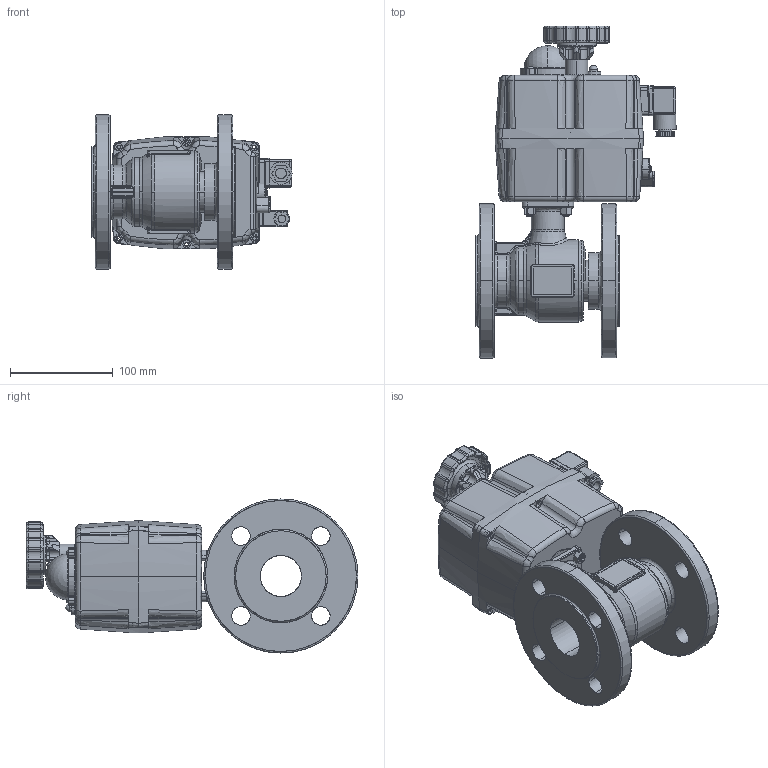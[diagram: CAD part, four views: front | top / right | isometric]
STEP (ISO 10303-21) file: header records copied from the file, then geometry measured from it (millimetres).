
FILE_DESCRIPTION (( 'STEP AP203' ), '1' );
FILE_NAME ('EK04-DN40_(EK04000007).STEP', '2022-05-20T10:04:24', ( '' ), ( '' ), 'SwSTEP 2.0', 'SolidWorks 2021', '' );
FILE_SCHEMA (( 'CONFIG_CONTROL_DESIGN' ));
Length unit declared in the file: metre
Products named in the file (1): EK04-DN40_(EK04000007)
Bounding box: 194.71 x 323 x 150 mm (x, y, z)
Surface area: 242815.3 mm2 (no closed solid volume)
Topology: 0 solids, 367 shells, 1501 faces, 5498 edges, 4234 vertices
Faces by surface type: cylinder 502, plane 400, torus 265, bspline 216, cone 105, sphere 13
Entity records: 89925 total; most frequent: CARTESIAN_POINT 45534, DIRECTION 9132, ORIENTED_EDGE 7833, EDGE_CURVE 5456, VERTEX_POINT 4233, AXIS2_PLACEMENT_3D 3489, CIRCLE 2203, LINE 2154
